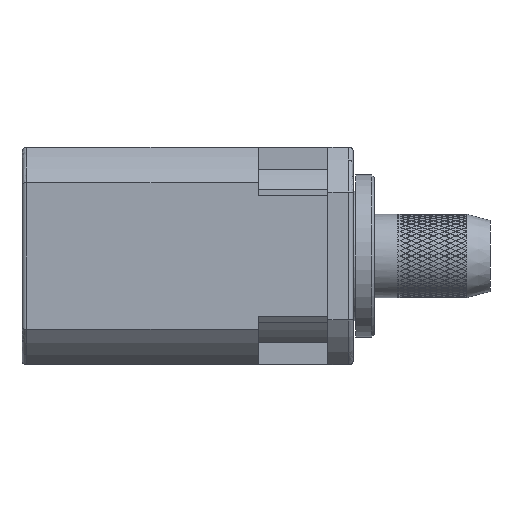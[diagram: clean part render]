
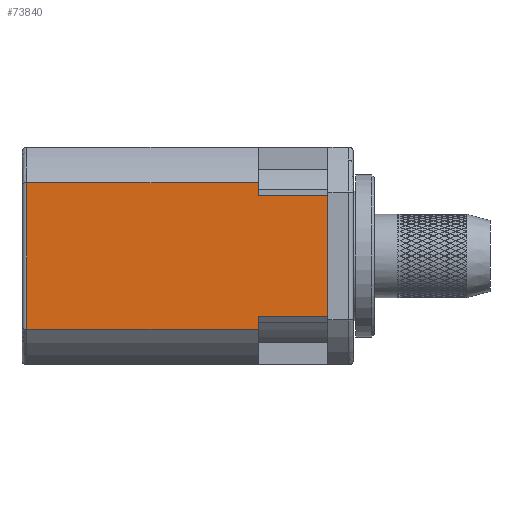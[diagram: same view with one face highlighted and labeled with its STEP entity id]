
A CAD part, front view. The second image highlights one B-rep face of the part: STEP entity #73840.
In plain terms, the highlighted planar face has unit normal (0, -1, 0).
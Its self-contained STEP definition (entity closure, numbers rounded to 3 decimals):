
#2188 = EDGE_CURVE ( 'NONE', #127262, #55381, #133036, .T. ) ;
#6047 = EDGE_CURVE ( 'NONE', #132603, #59083, #63710, .T. ) ;
#7675 = VERTEX_POINT ( 'NONE', #93504 ) ;
#9632 = EDGE_CURVE ( 'NONE', #55381, #53592, #46995, .T. ) ;
#10623 = DIRECTION ( 'NONE',  ( 0., 0., 1. ) ) ;
#13716 = EDGE_CURVE ( 'NONE', #41206, #127262, #68738, .T. ) ;
#14739 = DIRECTION ( 'NONE',  ( 1., 0., 0. ) ) ;
#17533 = LINE ( 'NONE', #110735, #119072 ) ;
#21115 = EDGE_LOOP ( 'NONE', ( #55977, #90366, #109958, #79175, #66491, #24815, #100825, #92487 ) ) ;
#22834 = DIRECTION ( 'NONE',  ( 0., 1., 0. ) ) ;
#24815 = ORIENTED_EDGE ( 'NONE', *, *, #9632, .F. ) ;
#27930 = EDGE_CURVE ( 'NONE', #41206, #59083, #115967, .T. ) ;
#35867 = VECTOR ( 'NONE', #14739, 1000. ) ;
#38584 = CARTESIAN_POINT ( 'NONE',  ( 0.2, 0., -3.162 ) ) ;
#39701 = VERTEX_POINT ( 'NONE', #92075 ) ;
#41014 = LINE ( 'NONE', #123385, #44052 ) ;
#41206 = VERTEX_POINT ( 'NONE', #54053 ) ;
#42502 = PLANE ( 'NONE',  #65208 ) ;
#44052 = VECTOR ( 'NONE', #10623, 1000. ) ;
#46995 = LINE ( 'NONE', #99637, #99395 ) ;
#48530 = EDGE_CURVE ( 'NONE', #7675, #132603, #17533, .T. ) ;
#51273 = CARTESIAN_POINT ( 'NONE',  ( 10.2, 0., -3.162 ) ) ;
#51284 = DIRECTION ( 'NONE',  ( 0., 0., 1. ) ) ;
#53592 = VERTEX_POINT ( 'NONE', #38584 ) ;
#53594 = VECTOR ( 'NONE', #101966, 1000. ) ;
#53861 = VECTOR ( 'NONE', #68167, 1000. ) ;
#53893 = CARTESIAN_POINT ( 'NONE',  ( 13.2, 0., 3.162 ) ) ;
#54053 = CARTESIAN_POINT ( 'NONE',  ( 13.2, 0., -2.6 ) ) ;
#55381 = VERTEX_POINT ( 'NONE', #51273 ) ;
#55688 = EDGE_CURVE ( 'NONE', #53592, #39701, #41014, .T. ) ;
#55977 = ORIENTED_EDGE ( 'NONE', *, *, #27930, .T. ) ;
#59083 = VERTEX_POINT ( 'NONE', #107378 ) ;
#63710 = LINE ( 'NONE', #66213, #53861 ) ;
#65208 = AXIS2_PLACEMENT_3D ( 'NONE', #116038, #22834, #51284 ) ;
#66022 = CARTESIAN_POINT ( 'NONE',  ( 10.2, 0., -2.6 ) ) ;
#66213 = CARTESIAN_POINT ( 'NONE',  ( 0., 0., 2.6 ) ) ;
#66491 = ORIENTED_EDGE ( 'NONE', *, *, #55688, .F. ) ;
#68167 = DIRECTION ( 'NONE',  ( 1., 0., 0. ) ) ;
#68738 = LINE ( 'NONE', #91698, #70188 ) ;
#70188 = VECTOR ( 'NONE', #122750, 1000. ) ;
#72960 = VECTOR ( 'NONE', #106547, 1000. ) ;
#73840 = ADVANCED_FACE ( 'NONE', ( #103936 ), #42502, .F. ) ;
#77034 = DIRECTION ( 'NONE',  ( 0., 0., -1. ) ) ;
#77407 = DIRECTION ( 'NONE',  ( -1., 0., 0. ) ) ;
#79175 = ORIENTED_EDGE ( 'NONE', *, *, #95721, .F. ) ;
#90366 = ORIENTED_EDGE ( 'NONE', *, *, #6047, .F. ) ;
#91698 = CARTESIAN_POINT ( 'NONE',  ( 0., 0., -2.6 ) ) ;
#92075 = CARTESIAN_POINT ( 'NONE',  ( 0.2, 0., 3.162 ) ) ;
#92487 = ORIENTED_EDGE ( 'NONE', *, *, #13716, .F. ) ;
#93504 = CARTESIAN_POINT ( 'NONE',  ( 10.2, 0., 3.162 ) ) ;
#93841 = CARTESIAN_POINT ( 'NONE',  ( 10.2, 0., -3.162 ) ) ;
#95721 = EDGE_CURVE ( 'NONE', #39701, #7675, #127504, .T. ) ;
#99395 = VECTOR ( 'NONE', #77407, 1000. ) ;
#99637 = CARTESIAN_POINT ( 'NONE',  ( 13.2, 0., -3.162 ) ) ;
#100237 = CARTESIAN_POINT ( 'NONE',  ( 10.2, 0., 2.6 ) ) ;
#100825 = ORIENTED_EDGE ( 'NONE', *, *, #2188, .F. ) ;
#101966 = DIRECTION ( 'NONE',  ( 0., 0., -1. ) ) ;
#103936 = FACE_OUTER_BOUND ( 'NONE', #21115, .T. ) ;
#106547 = DIRECTION ( 'NONE',  ( 0., 0., 1. ) ) ;
#107378 = CARTESIAN_POINT ( 'NONE',  ( 13.2, 0., 2.6 ) ) ;
#109958 = ORIENTED_EDGE ( 'NONE', *, *, #48530, .F. ) ;
#110735 = CARTESIAN_POINT ( 'NONE',  ( 10.2, 0., -3.162 ) ) ;
#115967 = LINE ( 'NONE', #126133, #72960 ) ;
#116038 = CARTESIAN_POINT ( 'NONE',  ( 0., 0., -3.162 ) ) ;
#119072 = VECTOR ( 'NONE', #77034, 1000. ) ;
#122750 = DIRECTION ( 'NONE',  ( -1., 0., 0. ) ) ;
#123385 = CARTESIAN_POINT ( 'NONE',  ( 0.2, 0., 4.7 ) ) ;
#126133 = CARTESIAN_POINT ( 'NONE',  ( 13.2, 0., -4.7 ) ) ;
#127262 = VERTEX_POINT ( 'NONE', #66022 ) ;
#127504 = LINE ( 'NONE', #53893, #35867 ) ;
#132603 = VERTEX_POINT ( 'NONE', #100237 ) ;
#133036 = LINE ( 'NONE', #93841, #53594 ) ;
